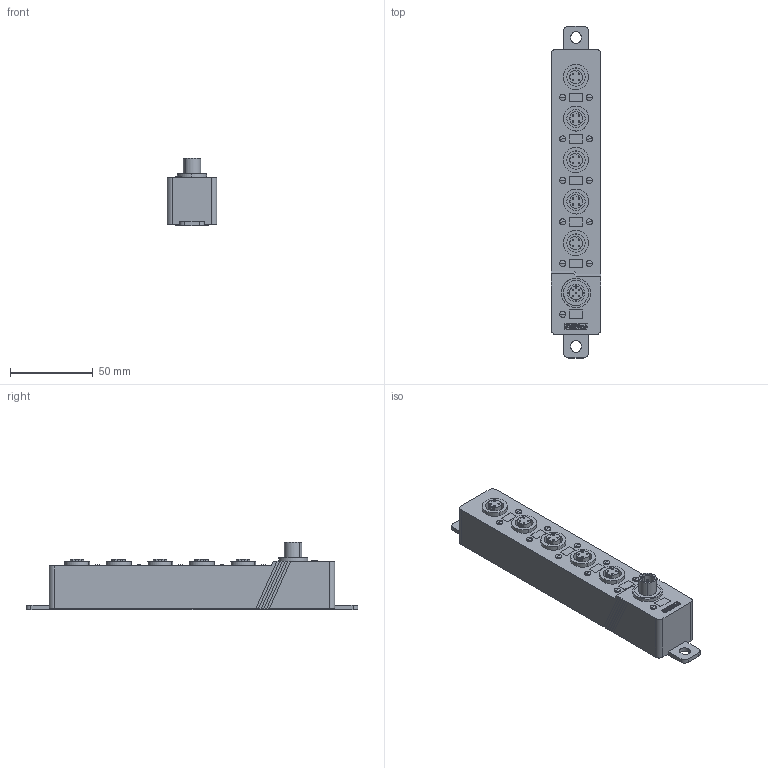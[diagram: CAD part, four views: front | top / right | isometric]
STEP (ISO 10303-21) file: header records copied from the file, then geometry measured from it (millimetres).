
FILE_DESCRIPTION(('SolidDesigner STEP Export'),'2;1');
FILE_NAME('270020_FL_SWITCH_1605_5TX_M12-select.stp','2013-01-14T14:25:07',(''),(''),'Creo Elements/Direct Modeling STEP processor for AP214 (Solid Model)','Creo Elements/Direct Modeling 18.1 06-May-2012 (C) Parametric Technology GmbH','');
FILE_SCHEMA(('AUTOMOTIVE_DESIGN { 1 0 10303 214 1 1 1 1 }'));
Length unit declared in the file: millimetre
Products named in the file (2): 270020_FL_SWITCH_1605_5TX_M12-select
Assembly tree (1 placements, depth 2):
  270020_FL_SWITCH_1605_5TX_M12-select
    270020_FL_SWITCH_1605_5TX_M12-select
Bounding box: 29.85 x 200 x 40.4 mm (x, y, z)
Volume: 139605.8 mm3; surface area: 25721.4 mm2
Topology: 1 solids, 1 shells, 500 faces, 1279 edges, 841 vertices
Faces by surface type: plane 293, cylinder 185, sphere 22
Entity records: 15551 total; most frequent: ORIENTED_EDGE 2514, CARTESIAN_POINT 2439, DIRECTION 2365, EDGE_CURVE 1257, VERTEX_POINT 841, VECTOR 831, LINE 831, AXIS2_PLACEMENT_3D 767
